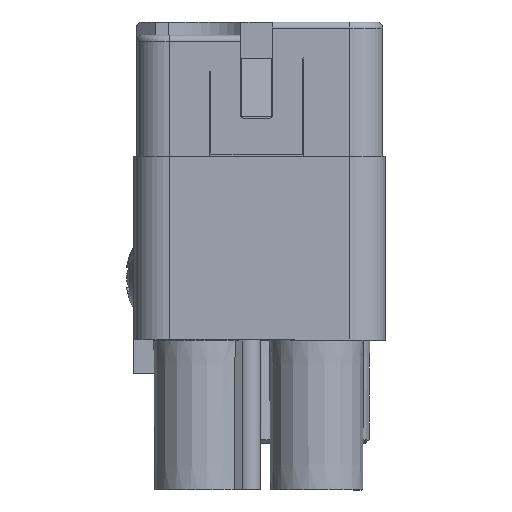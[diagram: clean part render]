
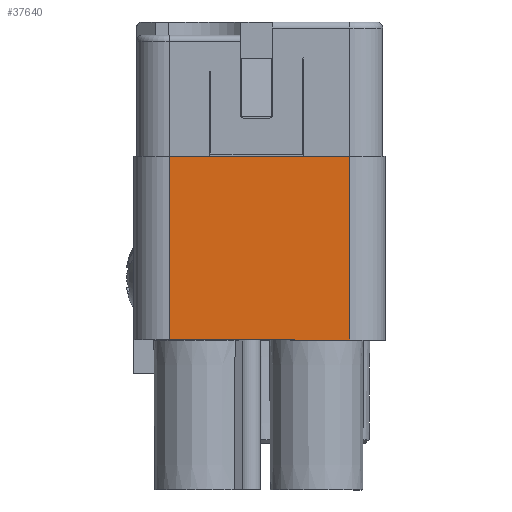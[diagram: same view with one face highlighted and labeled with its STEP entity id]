
A CAD part, front view. The second image highlights one B-rep face of the part: STEP entity #37640.
In plain terms, the highlighted face is planar.
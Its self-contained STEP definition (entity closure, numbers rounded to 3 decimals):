
#10270=CARTESIAN_POINT('',(-43.748,-67.057,
4.5));
#10280=VERTEX_POINT('',#10270);
#10310=CARTESIAN_POINT('',(-43.748,-58.057,4.5)
);
#10320=DIRECTION('',(0.,1.,0.));
#10330=VECTOR('',#10320,1.);
#10340=LINE('',#10310,#10330);
#10350=CARTESIAN_POINT('',(-43.748,-51.757,
4.5));
#10360=VERTEX_POINT('',#10350);
#10370=EDGE_CURVE('',#10280,#10360,#10340,.T.);
#28240=CARTESIAN_POINT('',(-43.748,-58.057,19.5
));
#28250=DIRECTION('',(0.,1.,0.));
#28260=VECTOR('',#28250,1.);
#28270=LINE('',#28240,#28260);
#28280=CARTESIAN_POINT('',(-43.748,-67.057,
19.5));
#28290=VERTEX_POINT('',#28280);
#28300=CARTESIAN_POINT('',(-43.748,-51.757,
19.5));
#28310=VERTEX_POINT('',#28300);
#28320=EDGE_CURVE('',#28290,#28310,#28270,.T.);
#37430=CARTESIAN_POINT('',(-43.748,-39.057,
31.2));
#37440=DIRECTION('',(-1.,0.,0.));
#37450=DIRECTION('',(0.,0.,1.));
#37460=AXIS2_PLACEMENT_3D('',#37430,#37440,#37450);
#37470=PLANE('',#37460);
#37480=CARTESIAN_POINT('',(-43.748,-67.057,
4.559));
#37490=DIRECTION('',(0.,0.,-1.));
#37500=VECTOR('',#37490,1.);
#37510=LINE('',#37480,#37500);
#37520=EDGE_CURVE('',#28290,#10280,#37510,.T.);
#37530=ORIENTED_EDGE('',*,*,#37520,.T.);
#37540=ORIENTED_EDGE('',*,*,#28320,.F.);
#37550=CARTESIAN_POINT('',(-43.748,-51.757,
4.559));
#37560=DIRECTION('',(0.,0.,-1.));
#37570=VECTOR('',#37560,1.);
#37580=LINE('',#37550,#37570);
#37590=EDGE_CURVE('',#28310,#10360,#37580,.T.);
#37600=ORIENTED_EDGE('',*,*,#37590,.F.);
#37610=ORIENTED_EDGE('',*,*,#10370,.T.);
#37620=EDGE_LOOP('',(#37610,#37600,#37540,#37530));
#37630=FACE_OUTER_BOUND('',#37620,.T.);
#37640=ADVANCED_FACE('',(#37630),#37470,.F.);
